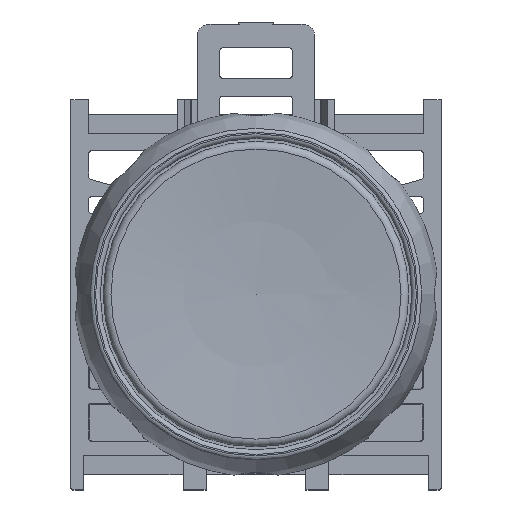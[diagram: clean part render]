
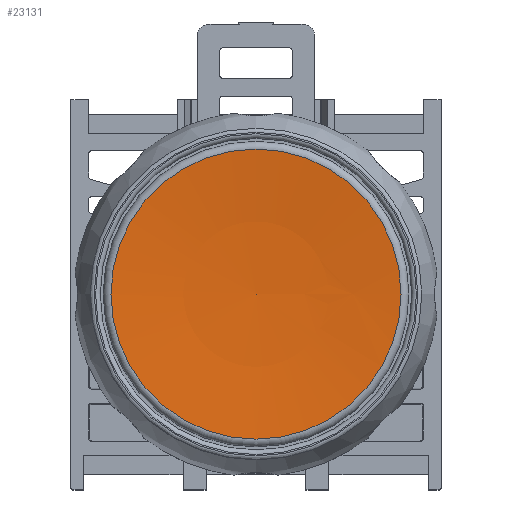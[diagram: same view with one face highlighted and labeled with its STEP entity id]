
A CAD part, top view. The second image highlights one B-rep face of the part: STEP entity #23131.
In plain terms, the highlighted spherical face has radius 121.064 mm.
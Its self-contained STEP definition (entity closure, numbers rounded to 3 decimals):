
#26=SPHERICAL_SURFACE('',#24648,121.064);
#1831=FACE_OUTER_BOUND('',#3079,.T.);
#3079=EDGE_LOOP('',(#17833,#17834,#17835,#17836,#17837));
#3947=CIRCLE('',#24644,12.339);
#3948=CIRCLE('',#24645,12.339);
#3949=CIRCLE('',#24646,12.339);
#3951=CIRCLE('',#24649,121.064);
#10162=VERTEX_POINT('',#37051);
#10163=VERTEX_POINT('',#37053);
#10164=VERTEX_POINT('',#37055);
#10165=VERTEX_POINT('',#37060);
#12884=EDGE_CURVE('',#10162,#10163,#3947,.T.);
#12885=EDGE_CURVE('',#10163,#10164,#3948,.T.);
#12886=EDGE_CURVE('',#10164,#10162,#3949,.T.);
#12888=EDGE_CURVE('',#10165,#10164,#3951,.T.);
#17833=ORIENTED_EDGE('',*,*,#12885,.F.);
#17834=ORIENTED_EDGE('',*,*,#12884,.F.);
#17835=ORIENTED_EDGE('',*,*,#12886,.F.);
#17836=ORIENTED_EDGE('',*,*,#12888,.F.);
#17837=ORIENTED_EDGE('',*,*,#12888,.T.);
#23131=ADVANCED_FACE('',(#1831),#26,.F.);
#24644=AXIS2_PLACEMENT_3D('',#37054,#28936,#28937);
#24645=AXIS2_PLACEMENT_3D('',#37056,#28938,#28939);
#24646=AXIS2_PLACEMENT_3D('',#37057,#28940,#28941);
#24648=AXIS2_PLACEMENT_3D('',#37059,#28944,#28945);
#24649=AXIS2_PLACEMENT_3D('',#37061,#28946,#28947);
#28936=DIRECTION('center_axis',(0.,0.,
-1.));
#28937=DIRECTION('ref_axis',(0.,-1.,0.));
#28938=DIRECTION('center_axis',(0.,0.,
-1.));
#28939=DIRECTION('ref_axis',(0.,-1.,0.));
#28940=DIRECTION('center_axis',(0.,0.,
-1.));
#28941=DIRECTION('ref_axis',(0.,-1.,0.));
#28944=DIRECTION('center_axis',(0.,0.,
1.));
#28945=DIRECTION('ref_axis',(-1.,0.,0.));
#28946=DIRECTION('center_axis',(0.,-1.,0.));
#28947=DIRECTION('ref_axis',(1.,0.,0.));
#37051=CARTESIAN_POINT('',(-12.339,0.,12.91));
#37053=CARTESIAN_POINT('',(0.,12.339,12.91));
#37054=CARTESIAN_POINT('Origin',(0.,0.,
12.91));
#37055=CARTESIAN_POINT('',(12.339,0.,12.91));
#37056=CARTESIAN_POINT('Origin',(0.,0.,
12.91));
#37057=CARTESIAN_POINT('Origin',(0.,0.,
12.91));
#37059=CARTESIAN_POINT('Origin',(0.,0.,
133.344));
#37060=CARTESIAN_POINT('',(0.,0.,12.28));
#37061=CARTESIAN_POINT('Origin',(0.,0.,
133.344));
